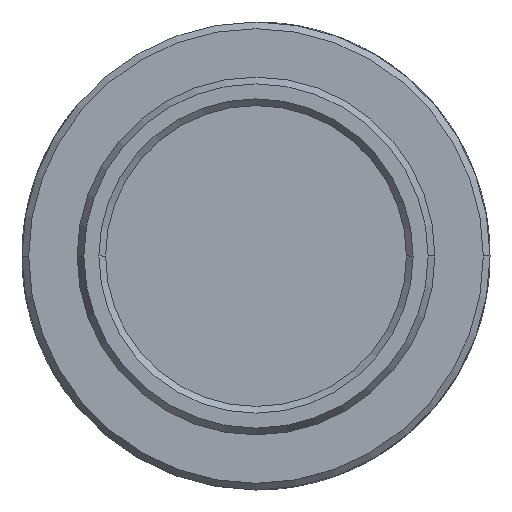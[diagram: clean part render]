
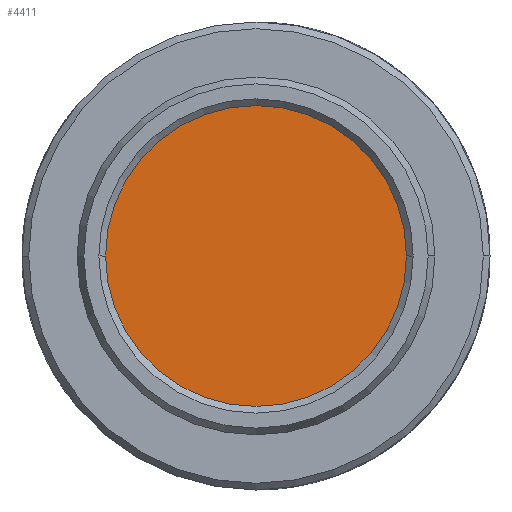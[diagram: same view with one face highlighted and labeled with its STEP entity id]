
A CAD part, left-side view. The second image highlights one B-rep face of the part: STEP entity #4411.
In plain terms, the highlighted planar face has unit normal (-1, 0, 0).
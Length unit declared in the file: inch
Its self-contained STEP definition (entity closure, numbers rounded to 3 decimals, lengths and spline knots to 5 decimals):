
#337 = DIRECTION ( 'NONE',  ( 1., 0., 0. ) ) ;
#1139 = CARTESIAN_POINT ( 'NONE',  ( -0.145, 0., 0. ) ) ;
#1741 = EDGE_LOOP ( 'NONE', ( #8295, #13799 ) ) ;
#2304 = DIRECTION ( 'NONE',  ( 0., 0., -1. ) ) ;
#2400 = AXIS2_PLACEMENT_3D ( 'NONE', #3544, #11466, #4652 ) ;
#3544 = CARTESIAN_POINT ( 'NONE',  ( -0.145, 0., 0. ) ) ;
#3712 = VERTEX_POINT ( 'NONE', #5867 ) ;
#4411 = ADVANCED_FACE ( 'NONE', ( #12908 ), #5756, .F. ) ;
#4652 = DIRECTION ( 'NONE',  ( 0., 0., -1. ) ) ;
#5756 = PLANE ( 'NONE',  #2400 ) ;
#5867 = CARTESIAN_POINT ( 'NONE',  ( -0.145, 0., 0.25 ) ) ;
#6578 = AXIS2_PLACEMENT_3D ( 'NONE', #1139, #9100, #2304 ) ;
#7146 = CARTESIAN_POINT ( 'NONE',  ( -0.145, 0., 0. ) ) ;
#8294 = DIRECTION ( 'NONE',  ( 0., 0., -1. ) ) ;
#8295 = ORIENTED_EDGE ( 'NONE', *, *, #9570, .F. ) ;
#9100 = DIRECTION ( 'NONE',  ( 1., 0., 0. ) ) ;
#9157 = VERTEX_POINT ( 'NONE', #12175 ) ;
#9570 = EDGE_CURVE ( 'NONE', #9157, #3712, #12724, .T. ) ;
#9665 = CIRCLE ( 'NONE', #6578, 0.25 ) ;
#11466 = DIRECTION ( 'NONE',  ( 1., 0., 0. ) ) ;
#11741 = EDGE_CURVE ( 'NONE', #3712, #9157, #9665, .T. ) ;
#12106 = AXIS2_PLACEMENT_3D ( 'NONE', #7146, #337, #8294 ) ;
#12175 = CARTESIAN_POINT ( 'NONE',  ( -0.145, 0., -0.25 ) ) ;
#12724 = CIRCLE ( 'NONE', #12106, 0.25 ) ;
#12908 = FACE_OUTER_BOUND ( 'NONE', #1741, .T. ) ;
#13799 = ORIENTED_EDGE ( 'NONE', *, *, #11741, .F. ) ;
